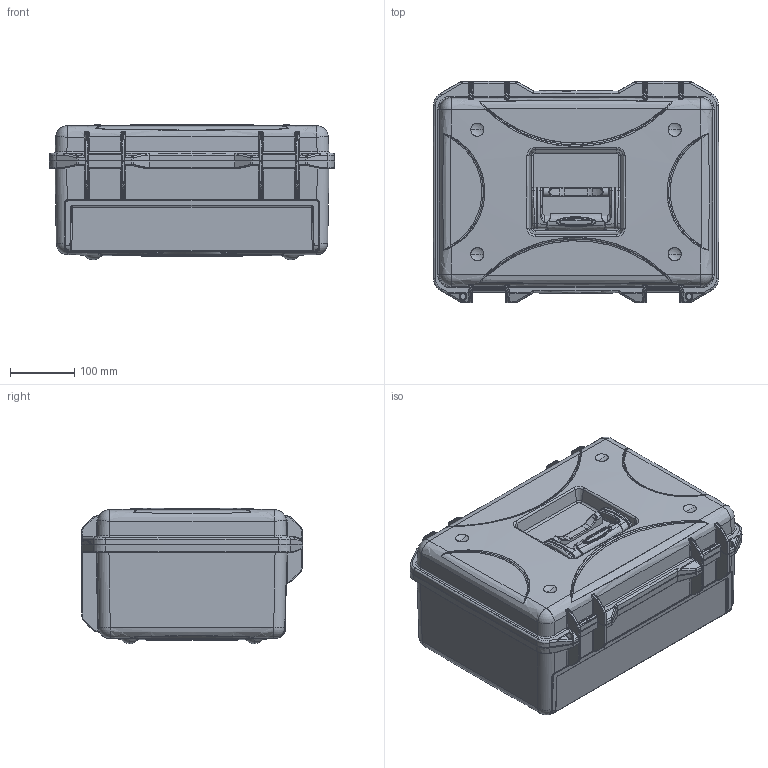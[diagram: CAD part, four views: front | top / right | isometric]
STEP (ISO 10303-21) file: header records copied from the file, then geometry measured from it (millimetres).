
FILE_DESCRIPTION((''),'2;1');
FILE_NAME('CHOUTI-5-14-GAI','2018-12-13T',('Administrator'),(''),'PRO/ENGINEER BY PARAMETRIC TECHNOLOGY CORPORATION, 2009440','PRO/ENGINEER BY PARAMETRIC TECHNOLOGY CORPORATION, 2009440','');
FILE_SCHEMA(('CONFIG_CONTROL_DESIGN'));
Products named in the file (1): CHOUTI-5-14-GAI
Bounding box: 446.44 x 345.71 x 211.55 mm (x, y, z)
Surface area: 1667289.6 mm2 (no closed solid volume)
Topology: 0 solids, 53 shells, 2726 faces, 8310 edges, 5067 vertices
Faces by surface type: cylinder 951, bspline 795, plane 467, torus 298, sphere 125, cone 74, extrusion 14, revolution 2
Entity records: 187445 total; most frequent: CARTESIAN_POINT 125788, ORIENTED_EDGE 13090, DIRECTION 9963, EDGE_CURVE 8138, VERTEX_POINT 5066, B_SPLINE_CURVE_WITH_KNOTS 3832, AXIS2_PLACEMENT_3D 3710, EDGE_LOOP 2766
